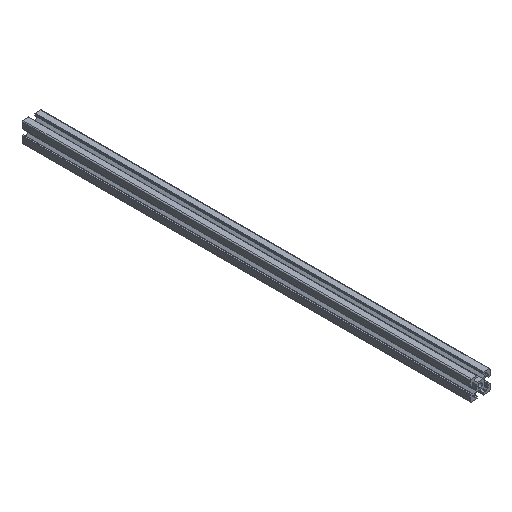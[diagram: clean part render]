
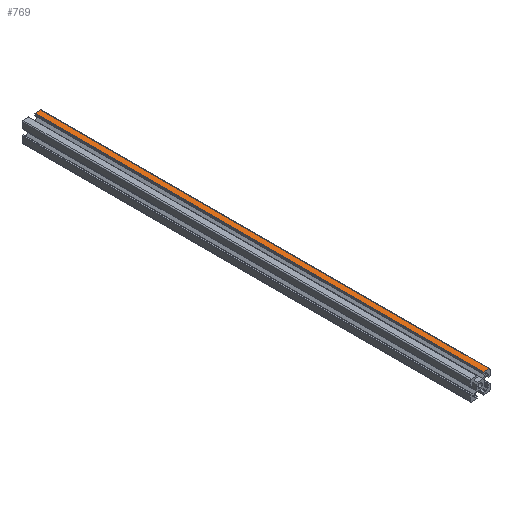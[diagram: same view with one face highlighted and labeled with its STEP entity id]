
A CAD part, isometric view. The second image highlights one B-rep face of the part: STEP entity #769.
In plain terms, the highlighted planar face has unit normal (0, 0, 1).
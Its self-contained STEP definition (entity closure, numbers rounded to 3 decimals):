
#58 = CARTESIAN_POINT ( 'NONE',  ( 9., 400., 10. ) ) ;
#193 = EDGE_LOOP ( 'NONE', ( #1402, #409, #1461, #1224 ) ) ;
#212 = DIRECTION ( 'NONE',  ( -1., 0., 0. ) ) ;
#263 = VERTEX_POINT ( 'NONE', #58 ) ;
#267 = VERTEX_POINT ( 'NONE', #1633 ) ;
#409 = ORIENTED_EDGE ( 'NONE', *, *, #2502, .F. ) ;
#427 = LINE ( 'NONE', #1212, #776 ) ;
#613 = VECTOR ( 'NONE', #212, 1000. ) ;
#769 = ADVANCED_FACE ( 'NONE', ( #2267 ), #2081, .T. ) ;
#776 = VECTOR ( 'NONE', #1241, 1000. ) ;
#789 = VERTEX_POINT ( 'NONE', #1379 ) ;
#904 = DIRECTION ( 'NONE',  ( 0., 1., 0. ) ) ;
#1098 = DIRECTION ( 'NONE',  ( 1., 0., 0. ) ) ;
#1142 = CARTESIAN_POINT ( 'NONE',  ( 3.2, 0., 10. ) ) ;
#1212 = CARTESIAN_POINT ( 'NONE',  ( 9., 400., 10. ) ) ;
#1224 = ORIENTED_EDGE ( 'NONE', *, *, #2133, .F. ) ;
#1241 = DIRECTION ( 'NONE',  ( 1., 0., 0. ) ) ;
#1304 = CARTESIAN_POINT ( 'NONE',  ( 9., 0., 10. ) ) ;
#1305 = CARTESIAN_POINT ( 'NONE',  ( 3.2, 0., 10. ) ) ;
#1379 = CARTESIAN_POINT ( 'NONE',  ( 9., -50., 10. ) ) ;
#1402 = ORIENTED_EDGE ( 'NONE', *, *, #2357, .F. ) ;
#1461 = ORIENTED_EDGE ( 'NONE', *, *, #1737, .T. ) ;
#1477 = CARTESIAN_POINT ( 'NONE',  ( 3.2, -50., 10. ) ) ;
#1562 = VECTOR ( 'NONE', #1756, 1000. ) ;
#1597 = VECTOR ( 'NONE', #904, 1000. ) ;
#1633 = CARTESIAN_POINT ( 'NONE',  ( 3.2, 400., 10. ) ) ;
#1737 = EDGE_CURVE ( 'NONE', #789, #263, #2305, .T. ) ;
#1756 = DIRECTION ( 'NONE',  ( 0., 1., 0. ) ) ;
#1842 = LINE ( 'NONE', #1985, #613 ) ;
#1985 = CARTESIAN_POINT ( 'NONE',  ( 9., -50., 10. ) ) ;
#2081 = PLANE ( 'NONE',  #2483 ) ;
#2091 = DIRECTION ( 'NONE',  ( 0., 0., 1. ) ) ;
#2133 = EDGE_CURVE ( 'NONE', #267, #263, #427, .T. ) ;
#2267 = FACE_OUTER_BOUND ( 'NONE', #193, .T. ) ;
#2305 = LINE ( 'NONE', #1304, #1597 ) ;
#2351 = LINE ( 'NONE', #1142, #1562 ) ;
#2357 = EDGE_CURVE ( 'NONE', #2463, #267, #2351, .T. ) ;
#2463 = VERTEX_POINT ( 'NONE', #1477 ) ;
#2483 = AXIS2_PLACEMENT_3D ( 'NONE', #1305, #2091, #1098 ) ;
#2502 = EDGE_CURVE ( 'NONE', #789, #2463, #1842, .T. ) ;
